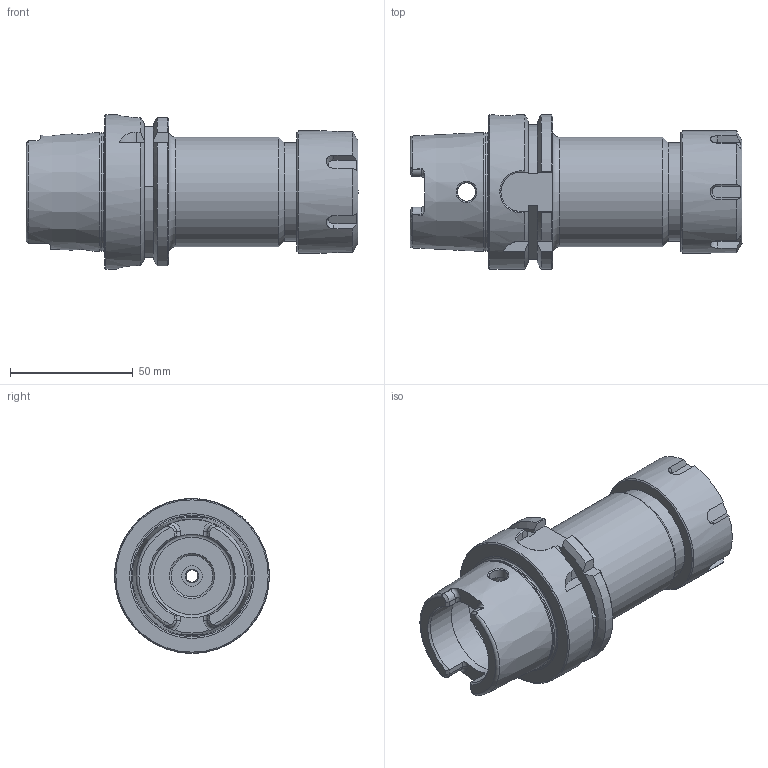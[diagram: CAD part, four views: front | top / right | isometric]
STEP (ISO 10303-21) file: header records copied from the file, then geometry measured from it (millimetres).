
FILE_DESCRIPTION((''),'2;1');
FILE_NAME('H63-32ER406.stp','2014-08-25T16:43:35',('kaykin'),(''),'Autodesk Inventor 2012','Autodesk Inventor 2012','');
FILE_SCHEMA(('AUTOMOTIVE_DESIGN { 1 0 10303 214 1 1 1 1 }'));
Length unit declared in the file: inch
Products named in the file (4): H63-32ER406; H63-32ER4-1; 32ERPN; BS-18
Assembly tree (3 placements, depth 2):
  H63-32ER406
    H63-32ER4-1
    32ERPN
    BS-18
Bounding box: 135.12 x 63 x 63 mm (x, y, z)
Volume: 169663 mm3; surface area: 46053.1 mm2
Topology: 3 solids, 3 shells, 207 faces, 514 edges, 320 vertices
Faces by surface type: plane 84, cone 47, cylinder 47, torus 18, bspline 11
Full cylindrical faces by diameter (mm): 7.112 x1, 7.5 x2, 8.4 x1, 10 x1, 16.916 x1, 17.78 x2, 18.923 x1, 19.016 x1, 20.447 x1, 21.869 x1, 23.495 x1, 27 x1, 30.48 x1, 33.147 x1, 34 x2, 38.684 x1, 40 x2, 40.513 x1, 44.45 x1, 48.041 x1, 49.733 x1, 63 x1
Entity records: 6764 total; most frequent: CARTESIAN_POINT 2140, ORIENTED_EDGE 874, DIRECTION 857, EDGE_CURVE 437, AXIS2_PLACEMENT_3D 355, VERTEX_POINT 308, EDGE_LOOP 289, FACE_OUTER_BOUND 207
